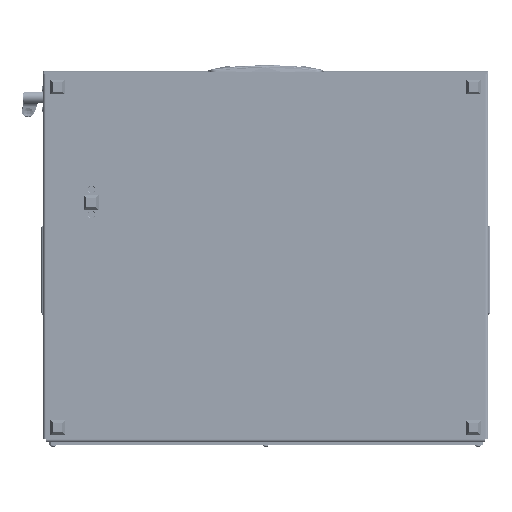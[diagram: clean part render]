
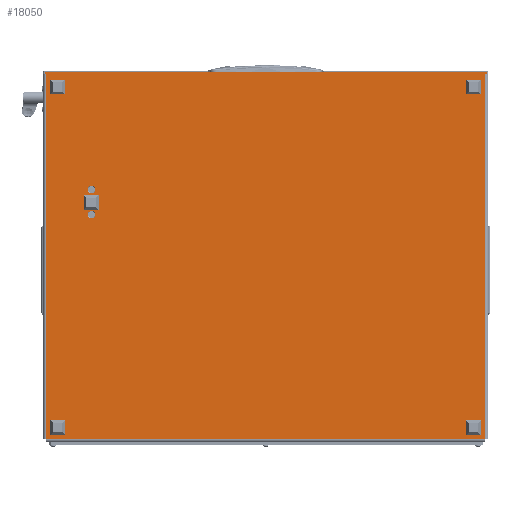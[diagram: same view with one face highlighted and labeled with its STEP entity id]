
A CAD part, front view. The second image highlights one B-rep face of the part: STEP entity #18050.
In plain terms, the highlighted face is planar.
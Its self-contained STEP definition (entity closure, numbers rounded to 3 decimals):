
#2447 = VERTEX_POINT ( 'NONE', #16366 ) ;
#4599 = VERTEX_POINT ( 'NONE', #38281 ) ;
#4891 = DIRECTION ( 'NONE',  ( -1., 0., 0. ) ) ;
#6304 = CARTESIAN_POINT ( 'NONE',  ( 195., 545., 0. ) ) ;
#6514 = EDGE_CURVE ( 'NONE', #121152, #101894, #107687, .T. ) ;
#7290 = VERTEX_POINT ( 'NONE', #7779 ) ;
#7659 = CARTESIAN_POINT ( 'NONE',  ( 160., 545., 0. ) ) ;
#7779 = CARTESIAN_POINT ( 'NONE',  ( 506., 0., 0. ) ) ;
#8582 = CARTESIAN_POINT ( 'NONE',  ( 154.8, 545., 0. ) ) ;
#9375 = CARTESIAN_POINT ( 'NONE',  ( -2., 610., 0. ) ) ;
#11911 = CARTESIAN_POINT ( 'NONE',  ( 0., 608., 0. ) ) ;
#13134 = FACE_BOUND ( 'NONE', #70987, .T. ) ;
#15869 = DIRECTION ( 'NONE',  ( 0., 0., -1. ) ) ;
#16159 = LINE ( 'NONE', #50122, #112790 ) ;
#16366 = CARTESIAN_POINT ( 'NONE',  ( 506., 608., 0. ) ) ;
#16521 = EDGE_CURVE ( 'NONE', #63581, #7290, #16159, .T. ) ;
#16793 = CARTESIAN_POINT ( 'NONE',  ( 0., 0., 0. ) ) ;
#17486 = DIRECTION ( 'NONE',  ( 0., 0., -1. ) ) ;
#18050 = ADVANCED_FACE ( 'NONE', ( #112583, #13134, #99167 ), #119572, .T. ) ;
#18798 = VERTEX_POINT ( 'NONE', #9375 ) ;
#19603 = EDGE_CURVE ( 'NONE', #95105, #18798, #118085, .T. ) ;
#19953 = ORIENTED_EDGE ( 'NONE', *, *, #88532, .F. ) ;
#24703 = CARTESIAN_POINT ( 'NONE',  ( 506., 608., 0. ) ) ;
#26093 = ORIENTED_EDGE ( 'NONE', *, *, #82522, .F. ) ;
#26474 = ORIENTED_EDGE ( 'NONE', *, *, #85441, .F. ) ;
#26716 = VECTOR ( 'NONE', #119425, 1000. ) ;
#28426 = ORIENTED_EDGE ( 'NONE', *, *, #59612, .T. ) ;
#30697 = DIRECTION ( 'NONE',  ( 0., 1., 0. ) ) ;
#31013 = DIRECTION ( 'NONE',  ( 1., 0., 0. ) ) ;
#31851 = EDGE_CURVE ( 'NONE', #101894, #121152, #84183, .T. ) ;
#32437 = DIRECTION ( 'NONE',  ( 0., 1., 0. ) ) ;
#32811 = CARTESIAN_POINT ( 'NONE',  ( 0., 608., 0. ) ) ;
#34116 = ORIENTED_EDGE ( 'NONE', *, *, #16521, .F. ) ;
#35457 = EDGE_LOOP ( 'NONE', ( #82344, #48870, #84421, #28426, #26093, #26474, #117112, #34116 ) ) ;
#38281 = CARTESIAN_POINT ( 'NONE',  ( 0., 610., 0. ) ) ;
#39911 = VERTEX_POINT ( 'NONE', #62838 ) ;
#40549 = DIRECTION ( 'NONE',  ( -1., 0., 0. ) ) ;
#44060 = DIRECTION ( 'NONE',  ( -1., 0., 0. ) ) ;
#44664 = ORIENTED_EDGE ( 'NONE', *, *, #6514, .F. ) ;
#45471 = AXIS2_PLACEMENT_3D ( 'NONE', #7659, #93195, #101443 ) ;
#48480 = DIRECTION ( 'NONE',  ( 1., 0., 0. ) ) ;
#48870 = ORIENTED_EDGE ( 'NONE', *, *, #103930, .T. ) ;
#49374 = VECTOR ( 'NONE', #40549, 1000. ) ;
#50122 = CARTESIAN_POINT ( 'NONE',  ( 0., 0., 0. ) ) ;
#51709 = DIRECTION ( 'NONE',  ( -1., 0., 0. ) ) ;
#54013 = CARTESIAN_POINT ( 'NONE',  ( 195., 545., 0. ) ) ;
#55465 = VECTOR ( 'NONE', #4891, 1000. ) ;
#56030 = EDGE_CURVE ( 'NONE', #121883, #63581, #70682, .T. ) ;
#59612 = EDGE_CURVE ( 'NONE', #18798, #4599, #72865, .T. ) ;
#60435 = CARTESIAN_POINT ( 'NONE',  ( -2., -4., 0. ) ) ;
#60883 = CARTESIAN_POINT ( 'NONE',  ( 0., -2., 0. ) ) ;
#61025 = CARTESIAN_POINT ( 'NONE',  ( 0., -4., 0. ) ) ;
#61385 = DIRECTION ( 'NONE',  ( 0., 0., -1. ) ) ;
#62838 = CARTESIAN_POINT ( 'NONE',  ( 165.2, 545., 0. ) ) ;
#63581 = VERTEX_POINT ( 'NONE', #16793 ) ;
#66696 = EDGE_CURVE ( 'NONE', #39911, #99140, #78112, .T. ) ;
#67637 = AXIS2_PLACEMENT_3D ( 'NONE', #32811, #61385, #109569 ) ;
#69488 = CARTESIAN_POINT ( 'NONE',  ( 0., 610., 0. ) ) ;
#69949 = DIRECTION ( 'NONE',  ( 0., 1., 0. ) ) ;
#70682 = LINE ( 'NONE', #61025, #109349 ) ;
#70987 = EDGE_LOOP ( 'NONE', ( #44664, #99718 ) ) ;
#72865 = LINE ( 'NONE', #69488, #111536 ) ;
#77105 = VERTEX_POINT ( 'NONE', #96277 ) ;
#78112 = CIRCLE ( 'NONE', #97965, 5.2 ) ;
#78678 = DIRECTION ( 'NONE',  ( 0., 0., -1. ) ) ;
#82344 = ORIENTED_EDGE ( 'NONE', *, *, #56030, .F. ) ;
#82522 = EDGE_CURVE ( 'NONE', #77105, #4599, #117334, .T. ) ;
#84183 = CIRCLE ( 'NONE', #97433, 5.2 ) ;
#84421 = ORIENTED_EDGE ( 'NONE', *, *, #19603, .T. ) ;
#85441 = EDGE_CURVE ( 'NONE', #2447, #77105, #86564, .T. ) ;
#86564 = LINE ( 'NONE', #11911, #49374 ) ;
#87132 = ORIENTED_EDGE ( 'NONE', *, *, #66696, .F. ) ;
#87530 = CARTESIAN_POINT ( 'NONE',  ( 0., -4., 0. ) ) ;
#88364 = EDGE_CURVE ( 'NONE', #2447, #7290, #89132, .T. ) ;
#88532 = EDGE_CURVE ( 'NONE', #99140, #39911, #94878, .T. ) ;
#89132 = LINE ( 'NONE', #24703, #26716 ) ;
#89489 = CARTESIAN_POINT ( 'NONE',  ( 160., 545., 0. ) ) ;
#92048 = VECTOR ( 'NONE', #30697, 1000. ) ;
#93195 = DIRECTION ( 'NONE',  ( 0., 0., -1. ) ) ;
#94878 = CIRCLE ( 'NONE', #45471, 5.2 ) ;
#95105 = VERTEX_POINT ( 'NONE', #106766 ) ;
#95691 = CARTESIAN_POINT ( 'NONE',  ( 200.2, 545., 0. ) ) ;
#96277 = CARTESIAN_POINT ( 'NONE',  ( 0., 608., 0. ) ) ;
#96719 = EDGE_LOOP ( 'NONE', ( #19953, #87132 ) ) ;
#97433 = AXIS2_PLACEMENT_3D ( 'NONE', #6304, #15869, #101300 ) ;
#97965 = AXIS2_PLACEMENT_3D ( 'NONE', #89489, #78678, #51709 ) ;
#98065 = CARTESIAN_POINT ( 'NONE',  ( 0., -2., 0. ) ) ;
#99140 = VERTEX_POINT ( 'NONE', #8582 ) ;
#99167 = FACE_OUTER_BOUND ( 'NONE', #35457, .T. ) ;
#99718 = ORIENTED_EDGE ( 'NONE', *, *, #31851, .F. ) ;
#101300 = DIRECTION ( 'NONE',  ( -1., 0., 0. ) ) ;
#101443 = DIRECTION ( 'NONE',  ( -1., 0., 0. ) ) ;
#101894 = VERTEX_POINT ( 'NONE', #95691 ) ;
#103930 = EDGE_CURVE ( 'NONE', #121883, #95105, #117947, .T. ) ;
#106766 = CARTESIAN_POINT ( 'NONE',  ( -2., -2., 0. ) ) ;
#107687 = CIRCLE ( 'NONE', #118936, 5.2 ) ;
#109349 = VECTOR ( 'NONE', #32437, 1000. ) ;
#109569 = DIRECTION ( 'NONE',  ( -1., 0., 0. ) ) ;
#111536 = VECTOR ( 'NONE', #31013, 1000. ) ;
#112583 = FACE_BOUND ( 'NONE', #96719, .T. ) ;
#112790 = VECTOR ( 'NONE', #48480, 1000. ) ;
#115112 = VECTOR ( 'NONE', #69949, 1000. ) ;
#117112 = ORIENTED_EDGE ( 'NONE', *, *, #88364, .T. ) ;
#117334 = LINE ( 'NONE', #87530, #92048 ) ;
#117787 = CARTESIAN_POINT ( 'NONE',  ( 189.8, 545., 0. ) ) ;
#117947 = LINE ( 'NONE', #60883, #55465 ) ;
#118085 = LINE ( 'NONE', #60435, #115112 ) ;
#118936 = AXIS2_PLACEMENT_3D ( 'NONE', #54013, #17486, #44060 ) ;
#119425 = DIRECTION ( 'NONE',  ( 0., -1., 0. ) ) ;
#119572 = PLANE ( 'NONE',  #67637 ) ;
#121152 = VERTEX_POINT ( 'NONE', #117787 ) ;
#121883 = VERTEX_POINT ( 'NONE', #98065 ) ;
